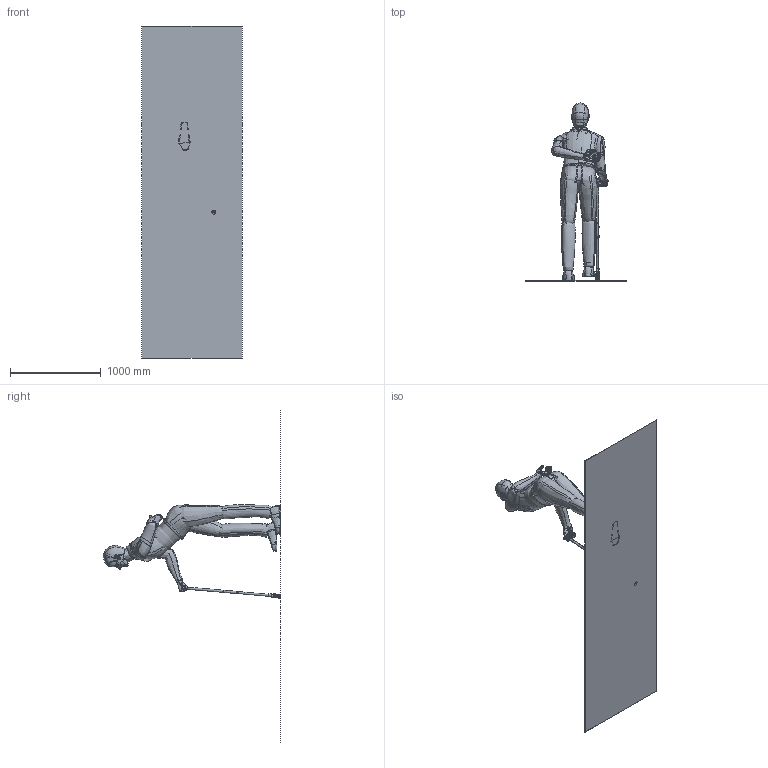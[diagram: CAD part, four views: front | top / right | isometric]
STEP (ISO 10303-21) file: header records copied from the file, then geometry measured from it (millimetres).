
FILE_DESCRIPTION(('FreeCAD Model'),'2;1');
FILE_NAME('Open CASCADE Shape Model','2025-04-29T03:46:33',('FreeCAD'),( 'FreeCAD'),'Open CASCADE STEP processor 7.6','FreeCAD','Unknown');
FILE_SCHEMA(('AUTOMOTIVE_DESIGN { 1 0 10303 214 1 1 1 1 }'));
Products named in the file (1): Open CASCADE STEP translator 7.6 1
Bounding box: 1105.94 x 1953.52 x 3649.59 mm (x, y, z)
Volume: 4784576.7 mm3; surface area: 13276954.4 mm2
Topology: 1077 solids, 1147 shells, 9123 faces, 20623 edges, 13619 vertices
Faces by surface type: bspline 9123
Entity records: 411325 total; most frequent: CARTESIAN_POINT 279080, ORIENTED_EDGE 40477, EDGE_CURVE 20413, B_SPLINE_CURVE_WITH_KNOTS 19140, VERTEX_POINT 13619, FACE_BOUND 9313, EDGE_LOOP 9313, ADVANCED_FACE 9123
